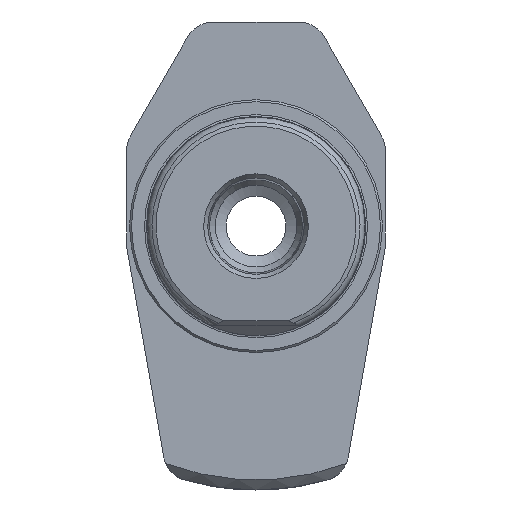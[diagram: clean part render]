
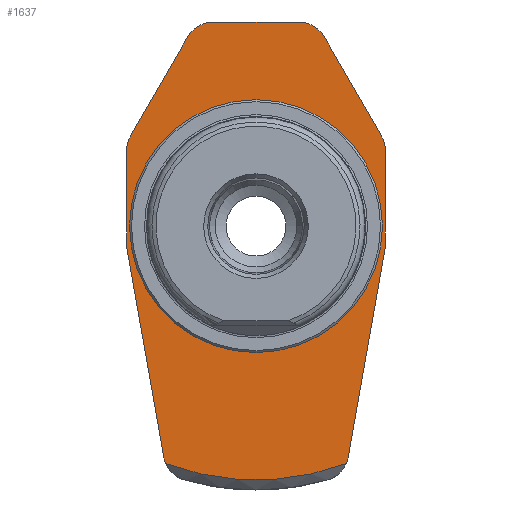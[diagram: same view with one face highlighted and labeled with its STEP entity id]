
A CAD part, left-side view. The second image highlights one B-rep face of the part: STEP entity #1637.
In plain terms, the highlighted planar face has unit normal (-1, 0, 0).
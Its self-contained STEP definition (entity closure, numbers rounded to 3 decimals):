
#681=CARTESIAN_POINT('',(70.2,4.268,20.5));
#682=VERTEX_POINT('',#681);
#689=CARTESIAN_POINT('',(70.2,-4.268,20.5));
#690=VERTEX_POINT('',#689);
#691=CARTESIAN_POINT('',(70.2,-4.268,20.5));
#692=DIRECTION('',(0.0,1.0,0.0));
#693=VECTOR('',#692,8.536);
#694=LINE('',#691,#693);
#695=EDGE_CURVE('',#690,#682,#694,.T.);
#724=CARTESIAN_POINT('',(70.2,-6.866,19.0));
#725=VERTEX_POINT('',#724);
#726=CARTESIAN_POINT('',(70.2,-4.268,17.5));
#727=DIRECTION('',(-1.0,0.0,0.0));
#728=DIRECTION('',(0.0,0.0,1.0));
#729=AXIS2_PLACEMENT_3D('',#726,#727,#728);
#730=CIRCLE('',#729,3.0);
#731=EDGE_CURVE('',#725,#690,#730,.T.);
#756=CARTESIAN_POINT('',(70.2,-12.598,9.072));
#757=VERTEX_POINT('',#756);
#758=CARTESIAN_POINT('',(70.2,-12.598,9.072));
#759=DIRECTION('',(0.0,0.5,0.866));
#760=VECTOR('',#759,11.464);
#761=LINE('',#758,#760);
#762=EDGE_CURVE('',#757,#725,#761,.T.);
#788=CARTESIAN_POINT('',(70.2,-13.,7.572));
#789=VERTEX_POINT('',#788);
#790=CARTESIAN_POINT('',(70.2,-10.0,7.572));
#791=DIRECTION('',(-1.0,0.0,0.0));
#792=DIRECTION('',(0.0,-0.866,0.5));
#793=AXIS2_PLACEMENT_3D('',#790,#791,#792);
#794=CIRCLE('',#793,3.0);
#795=EDGE_CURVE('',#789,#757,#794,.T.);
#820=CARTESIAN_POINT('',(70.2,-13.,-2.));
#821=VERTEX_POINT('',#820);
#822=CARTESIAN_POINT('',(70.2,-13.,-2.));
#823=DIRECTION('',(0.0,0.0,1.0));
#824=VECTOR('',#823,9.572);
#825=LINE('',#822,#824);
#826=EDGE_CURVE('',#821,#789,#825,.T.);
#851=CARTESIAN_POINT('',(70.2,-9.27,-23.157));
#852=VERTEX_POINT('',#851);
#853=CARTESIAN_POINT('',(70.2,-9.27,-23.157));
#854=DIRECTION('',(0.0,-0.174,0.985));
#855=VECTOR('',#854,21.483);
#856=LINE('',#853,#855);
#857=EDGE_CURVE('',#852,#821,#856,.T.);
#883=CARTESIAN_POINT('',(70.2,-9.065,-23.834));
#884=VERTEX_POINT('',#883);
#885=CARTESIAN_POINT('',(70.2,-6.315,-22.636));
#886=DIRECTION('',(-1.0,0.0,0.0));
#887=DIRECTION('',(0.0,-0.985,-0.174));
#888=AXIS2_PLACEMENT_3D('',#885,#886,#887);
#889=CIRCLE('',#888,3.0);
#890=EDGE_CURVE('',#884,#852,#889,.T.);
#938=CARTESIAN_POINT('',(70.2,6.866,19.));
#939=VERTEX_POINT('',#938);
#946=CARTESIAN_POINT('',(70.2,4.268,17.5));
#947=DIRECTION('',(-1.0,0.0,0.0));
#948=DIRECTION('',(0.0,0.866,0.5));
#949=AXIS2_PLACEMENT_3D('',#946,#947,#948);
#950=CIRCLE('',#949,3.0);
#951=EDGE_CURVE('',#682,#939,#950,.T.);
#970=CARTESIAN_POINT('',(70.2,12.598,9.072));
#971=VERTEX_POINT('',#970);
#978=CARTESIAN_POINT('',(70.2,6.866,19.));
#979=DIRECTION('',(0.0,0.5,-0.866));
#980=VECTOR('',#979,11.464);
#981=LINE('',#978,#980);
#982=EDGE_CURVE('',#939,#971,#981,.T.);
#1002=CARTESIAN_POINT('',(70.2,13.,7.572));
#1003=VERTEX_POINT('',#1002);
#1010=CARTESIAN_POINT('',(70.2,10.0,7.572));
#1011=DIRECTION('',(-1.0,0.0,0.0));
#1012=DIRECTION('',(0.0,1.0,0.0));
#1013=AXIS2_PLACEMENT_3D('',#1010,#1011,#1012);
#1014=CIRCLE('',#1013,3.0);
#1015=EDGE_CURVE('',#971,#1003,#1014,.T.);
#1034=CARTESIAN_POINT('',(70.2,13.,-2.));
#1035=VERTEX_POINT('',#1034);
#1042=CARTESIAN_POINT('',(70.2,13.,7.572));
#1043=DIRECTION('',(0.0,0.0,-1.0));
#1044=VECTOR('',#1043,9.572);
#1045=LINE('',#1042,#1044);
#1046=EDGE_CURVE('',#1003,#1035,#1045,.T.);
#1065=CARTESIAN_POINT('',(70.2,9.27,-23.157));
#1066=VERTEX_POINT('',#1065);
#1073=CARTESIAN_POINT('',(70.2,13.,-2.));
#1074=DIRECTION('',(0.0,-0.174,-0.985));
#1075=VECTOR('',#1074,21.483);
#1076=LINE('',#1073,#1075);
#1077=EDGE_CURVE('',#1035,#1066,#1076,.T.);
#1113=CARTESIAN_POINT('',(70.2,9.065,-23.834));
#1114=VERTEX_POINT('',#1113);
#1128=CARTESIAN_POINT('',(70.2,6.315,-22.636));
#1129=DIRECTION('',(-1.0,0.0,0.0));
#1130=DIRECTION('',(0.0,0.269,-0.963));
#1131=AXIS2_PLACEMENT_3D('',#1128,#1129,#1130);
#1132=CIRCLE('',#1131,3.0);
#1133=EDGE_CURVE('',#1066,#1114,#1132,.T.);
#1186=CARTESIAN_POINT('',(70.2,0.,0.0));
#1187=DIRECTION('',(1.0,0.0,0.0));
#1188=DIRECTION('',(0.0,1.0,0.0));
#1189=AXIS2_PLACEMENT_3D('',#1186,#1187,#1188);
#1190=CIRCLE('',#1189,25.5);
#1191=EDGE_CURVE('',#884,#1114,#1190,.T.);
#1598=CARTESIAN_POINT('',(70.2,12.7,0.0));
#1599=VERTEX_POINT('',#1598);
#1600=CARTESIAN_POINT('',(70.2,0.,0.0));
#1601=DIRECTION('',(1.0,0.0,0.0));
#1602=DIRECTION('',(0.0,1.0,0.0));
#1603=AXIS2_PLACEMENT_3D('',#1600,#1601,#1602);
#1604=CIRCLE('',#1603,12.7);
#1605=EDGE_CURVE('',#1599,#1599,#1604,.T.);
#1613=CARTESIAN_POINT('',(70.2,19.1,0.0));
#1614=DIRECTION('',(-1.0,0.0,0.0));
#1615=DIRECTION('',(0.0,0.0,1.0));
#1616=AXIS2_PLACEMENT_3D('',#1613,#1614,#1615);
#1617=PLANE('',#1616);
#1618=ORIENTED_EDGE('',*,*,#1133,.T.);
#1619=ORIENTED_EDGE('',*,*,#1191,.F.);
#1620=ORIENTED_EDGE('',*,*,#890,.T.);
#1621=ORIENTED_EDGE('',*,*,#857,.T.);
#1622=ORIENTED_EDGE('',*,*,#826,.T.);
#1623=ORIENTED_EDGE('',*,*,#795,.T.);
#1624=ORIENTED_EDGE('',*,*,#762,.T.);
#1625=ORIENTED_EDGE('',*,*,#731,.T.);
#1626=ORIENTED_EDGE('',*,*,#695,.T.);
#1627=ORIENTED_EDGE('',*,*,#951,.T.);
#1628=ORIENTED_EDGE('',*,*,#982,.T.);
#1629=ORIENTED_EDGE('',*,*,#1015,.T.);
#1630=ORIENTED_EDGE('',*,*,#1046,.T.);
#1631=ORIENTED_EDGE('',*,*,#1077,.T.);
#1632=EDGE_LOOP('',(#1618,#1619,#1620,#1621,#1622,#1623,#1624,#1625,#1626,#1627,#1628,#1629,#1630,#1631));
#1633=FACE_OUTER_BOUND('',#1632,.T.);
#1634=ORIENTED_EDGE('',*,*,#1605,.T.);
#1635=EDGE_LOOP('',(#1634));
#1636=FACE_BOUND('',#1635,.T.);
#1637=ADVANCED_FACE('',(#1633,#1636),#1617,.T.);
